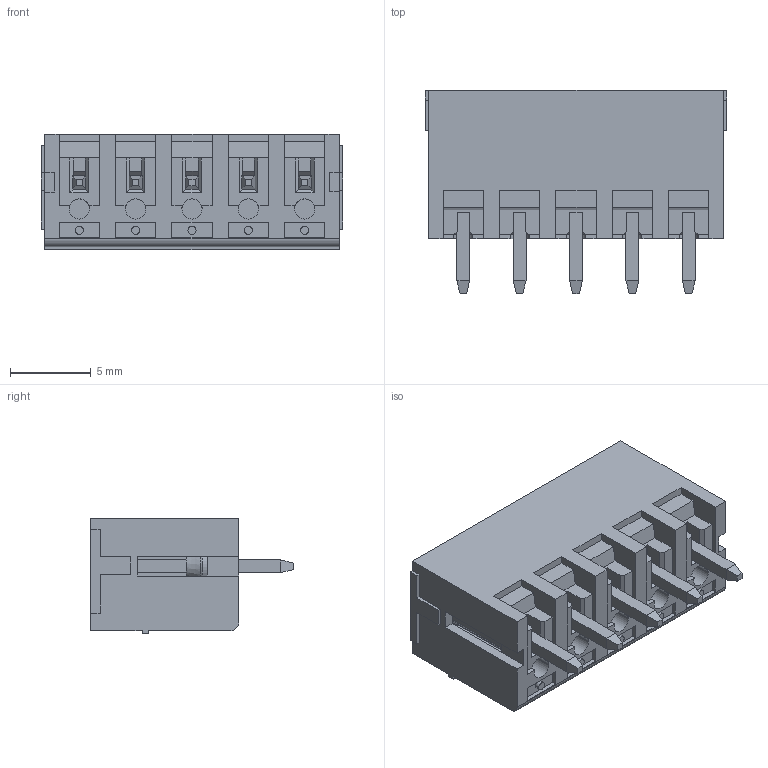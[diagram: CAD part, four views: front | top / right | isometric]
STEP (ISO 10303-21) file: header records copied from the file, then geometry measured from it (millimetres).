
FILE_DESCRIPTION (( 'STEP AP214' ), '1' );
FILE_NAME ('CUI_DEVICES_TBP03R2-350-05BE.step', '2021-12-16T01:26:37', ( '' ), ( '' ), 'SwSTEP 2.0', 'SolidWorks 2021', '' );
FILE_SCHEMA (( 'AUTOMOTIVE_DESIGN' ));
Length unit declared in the file: millimetre
Products named in the file (1): CUI_DEVICES_TBP03R2-350-05BE
Bounding box: 18.7 x 12.6 x 7.2 mm (x, y, z)
Volume: 557.9 mm3; surface area: 1755.9 mm2
Topology: 1 solids, 1 shells, 448 faces, 1221 edges, 796 vertices
Faces by surface type: plane 377, cylinder 51, cone 20
Entity records: 14992 total; most frequent: CARTESIAN_POINT 2561, ORIENTED_EDGE 2442, DIRECTION 2236, EDGE_CURVE 1221, VECTOR 1054, LINE 1054, VERTEX_POINT 796, AXIS2_PLACEMENT_3D 591
